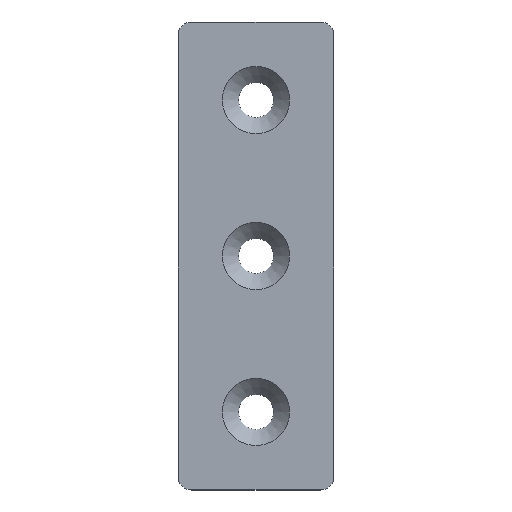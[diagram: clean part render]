
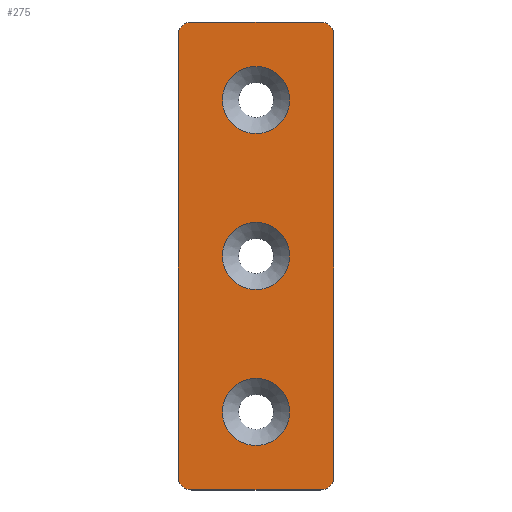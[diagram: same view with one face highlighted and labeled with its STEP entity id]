
A CAD part, top view. The second image highlights one B-rep face of the part: STEP entity #275.
In plain terms, the highlighted planar face has unit normal (0, 0, 1).
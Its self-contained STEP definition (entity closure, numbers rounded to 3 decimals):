
#27=FACE_BOUND('',#77,.T.);
#28=FACE_BOUND('',#78,.T.);
#29=FACE_BOUND('',#79,.T.);
#35=PLANE('',#310);
#51=FACE_OUTER_BOUND('',#76,.T.);
#76=EDGE_LOOP('',(#242,#243,#244,#245,#246,#247,#248,#249));
#77=EDGE_LOOP('',(#250));
#78=EDGE_LOOP('',(#251));
#79=EDGE_LOOP('',(#252));
#84=LINE('',#410,#100);
#90=LINE('',#436,#106);
#93=LINE('',#445,#109);
#95=LINE('',#468,#111);
#100=VECTOR('',#325,33.);
#106=VECTOR('',#351,113.);
#109=VECTOR('',#360,33.);
#111=VECTOR('',#392,113.);
#113=CIRCLE('',#280,3.5);
#120=CIRCLE('',#290,3.5);
#121=CIRCLE('',#293,3.5);
#122=CIRCLE('',#296,3.5);
#123=CIRCLE('',#298,8.6);
#125=CIRCLE('',#302,8.6);
#127=CIRCLE('',#306,8.6);
#131=VERTEX_POINT('',#400);
#132=VERTEX_POINT('',#402);
#134=VERTEX_POINT('',#408);
#143=VERTEX_POINT('',#430);
#144=VERTEX_POINT('',#434);
#145=VERTEX_POINT('',#438);
#146=VERTEX_POINT('',#439);
#147=VERTEX_POINT('',#444);
#148=VERTEX_POINT('',#450);
#150=VERTEX_POINT('',#456);
#152=VERTEX_POINT('',#462);
#156=EDGE_CURVE('',#131,#132,#113,.T.);
#160=EDGE_CURVE('',#134,#131,#84,.T.);
#171=EDGE_CURVE('',#143,#134,#120,.T.);
#173=EDGE_CURVE('',#144,#143,#90,.T.);
#174=EDGE_CURVE('',#145,#146,#121,.T.);
#177=EDGE_CURVE('',#146,#147,#93,.T.);
#179=EDGE_CURVE('',#147,#144,#122,.T.);
#180=EDGE_CURVE('',#148,#148,#123,.T.);
#182=EDGE_CURVE('',#150,#150,#125,.T.);
#184=EDGE_CURVE('',#152,#152,#127,.T.);
#186=EDGE_CURVE('',#132,#145,#95,.T.);
#242=ORIENTED_EDGE('',*,*,#156,.F.);
#243=ORIENTED_EDGE('',*,*,#160,.F.);
#244=ORIENTED_EDGE('',*,*,#171,.F.);
#245=ORIENTED_EDGE('',*,*,#173,.F.);
#246=ORIENTED_EDGE('',*,*,#179,.F.);
#247=ORIENTED_EDGE('',*,*,#177,.F.);
#248=ORIENTED_EDGE('',*,*,#174,.F.);
#249=ORIENTED_EDGE('',*,*,#186,.F.);
#250=ORIENTED_EDGE('',*,*,#180,.T.);
#251=ORIENTED_EDGE('',*,*,#182,.T.);
#252=ORIENTED_EDGE('',*,*,#184,.T.);
#275=ADVANCED_FACE('',(#51,#27,#28,#29),#35,.T.);
#280=AXIS2_PLACEMENT_3D('',#403,#318,#319);
#290=AXIS2_PLACEMENT_3D('',#432,#346,#347);
#293=AXIS2_PLACEMENT_3D('',#440,#354,#355);
#296=AXIS2_PLACEMENT_3D('',#448,#364,#365);
#298=AXIS2_PLACEMENT_3D('',#451,#368,#369);
#302=AXIS2_PLACEMENT_3D('',#457,#376,#377);
#306=AXIS2_PLACEMENT_3D('',#463,#384,#385);
#310=AXIS2_PLACEMENT_3D('',#469,#393,#394);
#318=DIRECTION('center_axis',(0.,0.,-1.));
#319=DIRECTION('ref_axis',(0.707,0.707,0.));
#325=DIRECTION('',(1.,0.,0.));
#346=DIRECTION('center_axis',(0.,0.,-1.));
#347=DIRECTION('ref_axis',(-0.707,0.707,0.));
#351=DIRECTION('',(0.,1.,0.));
#354=DIRECTION('center_axis',(0.,0.,-1.));
#355=DIRECTION('ref_axis',(0.707,-0.707,0.));
#360=DIRECTION('',(-1.,0.,0.));
#364=DIRECTION('center_axis',(0.,0.,-1.));
#365=DIRECTION('ref_axis',(-0.707,-0.707,0.));
#368=DIRECTION('center_axis',(0.,0.,-1.));
#369=DIRECTION('ref_axis',(1.,0.,0.));
#376=DIRECTION('center_axis',(0.,0.,-1.));
#377=DIRECTION('ref_axis',(1.,0.,0.));
#384=DIRECTION('center_axis',(0.,0.,-1.));
#385=DIRECTION('ref_axis',(1.,0.,0.));
#392=DIRECTION('',(0.,-1.,0.));
#393=DIRECTION('center_axis',(0.,0.,1.));
#394=DIRECTION('ref_axis',(1.,0.,0.));
#400=CARTESIAN_POINT('',(16.5,60.,2.5));
#402=CARTESIAN_POINT('',(20.,56.5,2.5));
#403=CARTESIAN_POINT('Origin',(16.5,56.5,2.5));
#408=CARTESIAN_POINT('',(-16.5,60.,2.5));
#410=CARTESIAN_POINT('',(-20.,60.,2.5));
#430=CARTESIAN_POINT('',(-20.,56.5,2.5));
#432=CARTESIAN_POINT('Origin',(-16.5,56.5,2.5));
#434=CARTESIAN_POINT('',(-20.,-56.5,2.5));
#436=CARTESIAN_POINT('',(-20.,-60.,2.5));
#438=CARTESIAN_POINT('',(20.,-56.5,2.5));
#439=CARTESIAN_POINT('',(16.5,-60.,2.5));
#440=CARTESIAN_POINT('Origin',(16.5,-56.5,2.5));
#444=CARTESIAN_POINT('',(-16.5,-60.,2.5));
#445=CARTESIAN_POINT('',(20.,-60.,2.5));
#448=CARTESIAN_POINT('Origin',(-16.5,-56.5,2.5));
#450=CARTESIAN_POINT('',(8.6,40.,2.5));
#451=CARTESIAN_POINT('Origin',(0.,40.,2.5));
#456=CARTESIAN_POINT('',(8.6,-40.,2.5));
#457=CARTESIAN_POINT('Origin',(0.,-40.,2.5));
#462=CARTESIAN_POINT('',(8.6,0.,2.5));
#463=CARTESIAN_POINT('Origin',(0.,0.,2.5));
#468=CARTESIAN_POINT('',(20.,60.,2.5));
#469=CARTESIAN_POINT('Origin',(0.,0.,
2.5));
